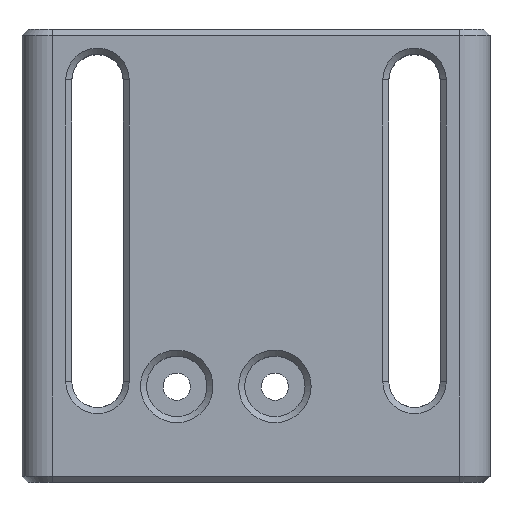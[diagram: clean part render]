
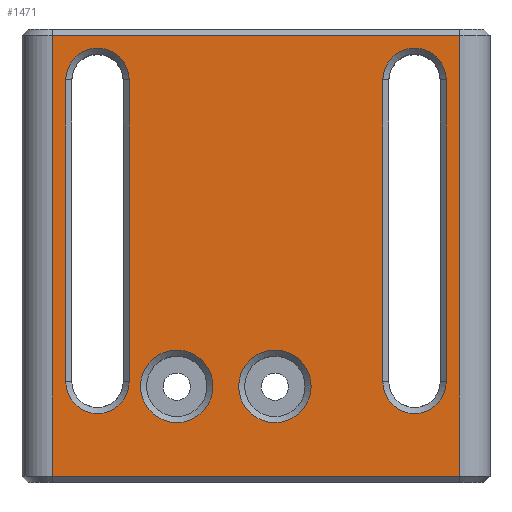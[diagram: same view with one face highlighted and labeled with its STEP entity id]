
A CAD part, top view. The second image highlights one B-rep face of the part: STEP entity #1471.
In plain terms, the highlighted planar face has unit normal (0, 0, 1).
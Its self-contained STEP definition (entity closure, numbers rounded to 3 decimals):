
#16=FACE_BOUND('',#266,.T.);
#17=FACE_BOUND('',#267,.T.);
#18=FACE_BOUND('',#268,.T.);
#19=FACE_BOUND('',#269,.T.);
#66=CIRCLE('',#1571,2.1);
#68=CIRCLE('',#1575,2.1);
#71=CIRCLE('',#1581,2.1);
#72=CIRCLE('',#1582,2.1);
#73=CIRCLE('',#1583,2.4);
#74=CIRCLE('',#1584,2.4);
#174=FACE_OUTER_BOUND('',#265,.T.);
#265=EDGE_LOOP('',(#1017,#1018,#1019,#1020));
#266=EDGE_LOOP('',(#1021,#1022,#1023,#1024));
#267=EDGE_LOOP('',(#1025));
#268=EDGE_LOOP('',(#1026));
#269=EDGE_LOOP('',(#1027,#1028,#1029,#1030));
#374=LINE('',#2209,#511);
#379=LINE('',#2223,#516);
#385=LINE('',#2276,#522);
#386=LINE('',#2278,#523);
#387=LINE('',#2280,#524);
#388=LINE('',#2281,#525);
#389=LINE('',#2284,#526);
#390=LINE('',#2288,#527);
#511=VECTOR('',#1739,10.);
#516=VECTOR('',#1752,10.);
#522=VECTOR('',#1772,10.);
#523=VECTOR('',#1773,10.);
#524=VECTOR('',#1774,10.);
#525=VECTOR('',#1775,10.);
#526=VECTOR('',#1776,10.);
#527=VECTOR('',#1779,10.);
#648=VERTEX_POINT('',#2206);
#649=VERTEX_POINT('',#2208);
#652=VERTEX_POINT('',#2215);
#654=VERTEX_POINT('',#2221);
#659=VERTEX_POINT('',#2274);
#660=VERTEX_POINT('',#2275);
#661=VERTEX_POINT('',#2277);
#662=VERTEX_POINT('',#2279);
#663=VERTEX_POINT('',#2282);
#664=VERTEX_POINT('',#2283);
#665=VERTEX_POINT('',#2285);
#666=VERTEX_POINT('',#2287);
#667=VERTEX_POINT('',#2290);
#668=VERTEX_POINT('',#2292);
#777=EDGE_CURVE('',#648,#649,#374,.T.);
#781=EDGE_CURVE('',#652,#648,#66,.T.);
#784=EDGE_CURVE('',#654,#652,#379,.T.);
#786=EDGE_CURVE('',#649,#654,#68,.T.);
#794=EDGE_CURVE('',#659,#660,#385,.T.);
#795=EDGE_CURVE('',#661,#659,#386,.T.);
#796=EDGE_CURVE('',#662,#661,#387,.T.);
#797=EDGE_CURVE('',#660,#662,#388,.T.);
#798=EDGE_CURVE('',#663,#664,#389,.T.);
#799=EDGE_CURVE('',#665,#663,#71,.T.);
#800=EDGE_CURVE('',#666,#665,#390,.T.);
#801=EDGE_CURVE('',#664,#666,#72,.T.);
#802=EDGE_CURVE('',#667,#667,#73,.T.);
#803=EDGE_CURVE('',#668,#668,#74,.T.);
#1017=ORIENTED_EDGE('',*,*,#794,.F.);
#1018=ORIENTED_EDGE('',*,*,#795,.F.);
#1019=ORIENTED_EDGE('',*,*,#796,.F.);
#1020=ORIENTED_EDGE('',*,*,#797,.F.);
#1021=ORIENTED_EDGE('',*,*,#798,.F.);
#1022=ORIENTED_EDGE('',*,*,#799,.F.);
#1023=ORIENTED_EDGE('',*,*,#800,.F.);
#1024=ORIENTED_EDGE('',*,*,#801,.F.);
#1025=ORIENTED_EDGE('',*,*,#802,.F.);
#1026=ORIENTED_EDGE('',*,*,#803,.F.);
#1027=ORIENTED_EDGE('',*,*,#777,.F.);
#1028=ORIENTED_EDGE('',*,*,#781,.F.);
#1029=ORIENTED_EDGE('',*,*,#784,.F.);
#1030=ORIENTED_EDGE('',*,*,#786,.F.);
#1427=PLANE('',#1580);
#1471=ADVANCED_FACE('',(#174,#16,#17,#18,#19),#1427,.T.);
#1571=AXIS2_PLACEMENT_3D('',#2217,#1745,#1746);
#1575=AXIS2_PLACEMENT_3D('',#2226,#1756,#1757);
#1580=AXIS2_PLACEMENT_3D('',#2273,#1770,#1771);
#1581=AXIS2_PLACEMENT_3D('',#2286,#1777,#1778);
#1582=AXIS2_PLACEMENT_3D('',#2289,#1780,#1781);
#1583=AXIS2_PLACEMENT_3D('',#2291,#1782,#1783);
#1584=AXIS2_PLACEMENT_3D('',#2293,#1784,#1785);
#1739=DIRECTION('',(0.,1.,0.));
#1745=DIRECTION('center_axis',(0.,0.,1.));
#1746=DIRECTION('ref_axis',(-1.,0.,0.));
#1752=DIRECTION('',(0.,-1.,0.));
#1756=DIRECTION('center_axis',(0.,0.,1.));
#1757=DIRECTION('ref_axis',(1.,0.,0.));
#1770=DIRECTION('center_axis',(0.,0.,1.));
#1771=DIRECTION('ref_axis',(1.,0.,0.));
#1772=DIRECTION('',(-1.,0.,0.));
#1773=DIRECTION('',(0.,-1.,0.));
#1774=DIRECTION('',(1.,0.,0.));
#1775=DIRECTION('',(0.,1.,0.));
#1776=DIRECTION('',(0.,-1.,0.));
#1777=DIRECTION('center_axis',(0.,0.,1.));
#1778=DIRECTION('ref_axis',(1.,0.,0.));
#1779=DIRECTION('',(0.,1.,0.));
#1780=DIRECTION('center_axis',(0.,0.,1.));
#1781=DIRECTION('ref_axis',(-1.,0.,0.));
#1782=DIRECTION('center_axis',(0.,0.,1.));
#1783=DIRECTION('ref_axis',(1.,0.,0.));
#1784=DIRECTION('center_axis',(0.,0.,1.));
#1785=DIRECTION('ref_axis',(1.,0.,0.));
#2206=CARTESIAN_POINT('',(2.1,-12.35,20.));
#2208=CARTESIAN_POINT('',(2.1,7.65,20.));
#2209=CARTESIAN_POINT('',(2.1,-8.175,20.));
#2215=CARTESIAN_POINT('',(-2.1,-12.35,20.));
#2217=CARTESIAN_POINT('Origin',(0.,-12.35,20.));
#2221=CARTESIAN_POINT('',(-2.1,7.65,20.));
#2223=CARTESIAN_POINT('',(-2.1,1.825,20.));
#2226=CARTESIAN_POINT('Origin',(0.,7.65,20.));
#2273=CARTESIAN_POINT('Origin',(-10.5,-4.,20.));
#2274=CARTESIAN_POINT('',(3.,-18.6,20.));
#2275=CARTESIAN_POINT('',(-24.,-18.6,20.));
#2276=CARTESIAN_POINT('',(-18.25,-18.6,20.));
#2277=CARTESIAN_POINT('',(3.,10.6,20.));
#2278=CARTESIAN_POINT('',(3.,-11.5,20.));
#2279=CARTESIAN_POINT('',(-24.,10.6,20.));
#2280=CARTESIAN_POINT('',(-2.75,10.6,20.));
#2281=CARTESIAN_POINT('',(-24.,3.5,20.));
#2282=CARTESIAN_POINT('',(-23.1,7.65,20.));
#2283=CARTESIAN_POINT('',(-23.1,-12.35,20.));
#2284=CARTESIAN_POINT('',(-23.1,1.825,20.));
#2285=CARTESIAN_POINT('',(-18.9,7.65,20.));
#2286=CARTESIAN_POINT('Origin',(-21.,7.65,20.));
#2287=CARTESIAN_POINT('',(-18.9,-12.35,20.));
#2288=CARTESIAN_POINT('',(-18.9,-8.175,20.));
#2289=CARTESIAN_POINT('Origin',(-21.,-12.35,20.));
#2290=CARTESIAN_POINT('',(-18.15,-12.65,20.));
#2291=CARTESIAN_POINT('Origin',(-15.75,-12.65,20.));
#2292=CARTESIAN_POINT('',(-11.65,-12.65,20.));
#2293=CARTESIAN_POINT('Origin',(-9.25,-12.65,20.));
